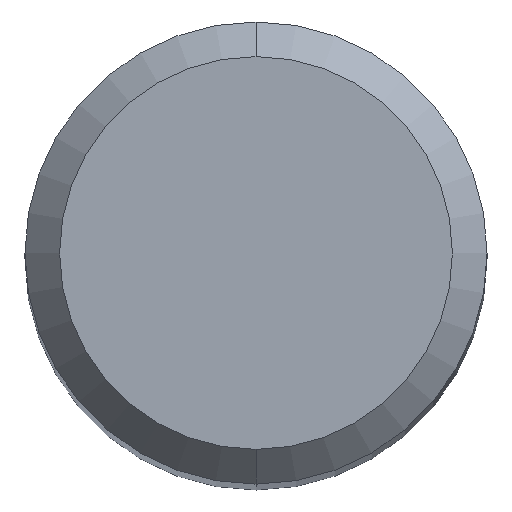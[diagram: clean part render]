
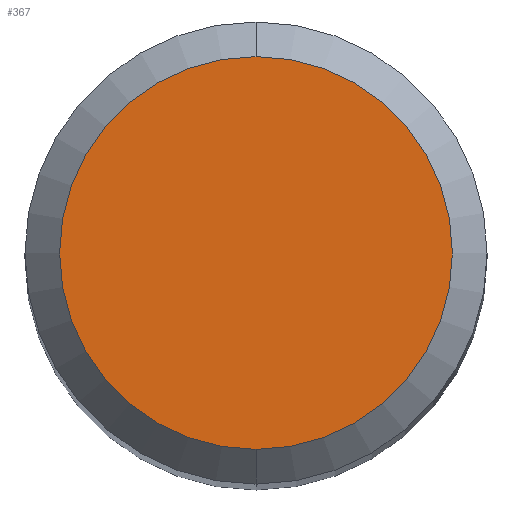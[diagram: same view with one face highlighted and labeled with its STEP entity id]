
A CAD part, top view. The second image highlights one B-rep face of the part: STEP entity #367.
In plain terms, the highlighted planar face has unit normal (0, 0, 1).
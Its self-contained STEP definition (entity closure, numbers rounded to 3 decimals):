
#225=EDGE_CURVE('',#309,#413,#535,.T.);
#309=VERTEX_POINT('',#623);
#323=EDGE_CURVE('',#413,#309,#637,.T.);
#367=ADVANCED_FACE('',(#688),#689,.T.);
#413=VERTEX_POINT('',#745);
#535=CIRCLE('',#950,1.7);
#623=CARTESIAN_POINT('',(0.0,1.7,0.0));
#637=CIRCLE('',#1177,1.7);
#688=FACE_OUTER_BOUND('',#1268,.T.);
#689=PLANE('',#1269);
#745=CARTESIAN_POINT('',(0.,-1.7,0.0));
#950=AXIS2_PLACEMENT_3D('',#1497,#1498,#1499);
#1177=AXIS2_PLACEMENT_3D('',#1564,#1565,#1566);
#1268=EDGE_LOOP('',(#1644,#1645));
#1269=AXIS2_PLACEMENT_3D('',#1646,#1647,#1648);
#1497=CARTESIAN_POINT('',(0.0,0.0,0.0));
#1498=DIRECTION('',(0.0,0.0,-1.0));
#1499=DIRECTION('',(0.0,1.0,0.0));
#1564=CARTESIAN_POINT('',(0.0,0.0,0.0));
#1565=DIRECTION('',(0.0,0.0,-1.0));
#1566=DIRECTION('',(0.0,1.0,0.0));
#1644=ORIENTED_EDGE('',*,*,#225,.F.);
#1645=ORIENTED_EDGE('',*,*,#323,.F.);
#1646=CARTESIAN_POINT('',(0.0,0.85,0.0));
#1647=DIRECTION('',(-0.0,0.0,1.0));
#1648=DIRECTION('',(0.0,-1.0,0.0));
